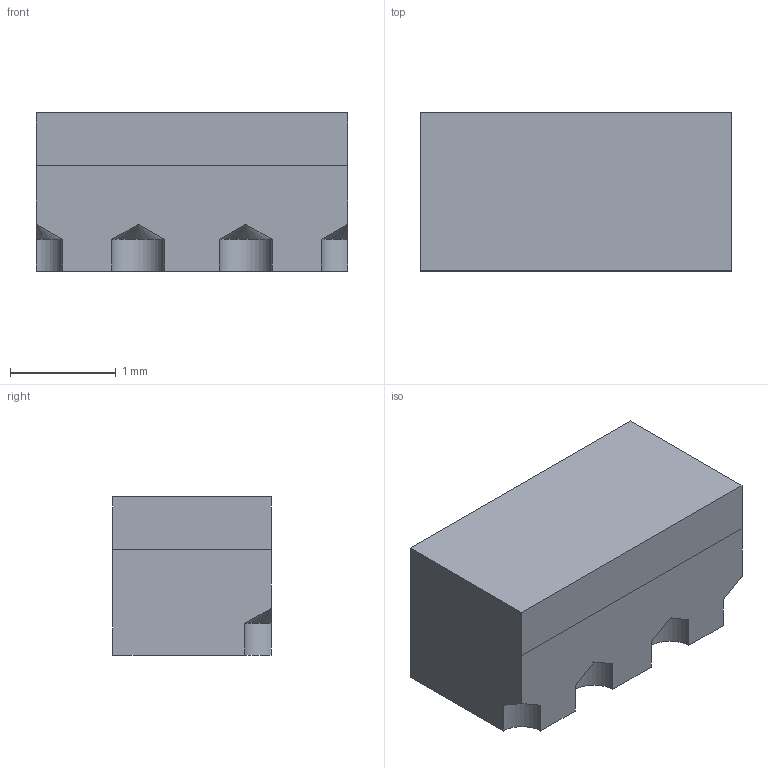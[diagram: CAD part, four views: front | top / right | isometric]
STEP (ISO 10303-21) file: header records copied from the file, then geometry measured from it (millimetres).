
FILE_DESCRIPTION(/* description */ (''),/* implementation_level */ '2;1');
FILE_NAME(/* name */ 'VEML3328SL.step',/* time_stamp */ '2021-07-14T22:24:42+03:00',/* author */ (''),/* organization */ (''),/* preprocessor_version */ 'ST-DEVELOPER v18.1',/* originating_system */ 'Autodesk Translation Framework v10.9.0.1377',/* authorisation */ '');
FILE_SCHEMA (('AUTOMOTIVE_DESIGN { 1 0 10303 214 3 1 1 }'));
Length unit declared in the file: millimetre
Products named in the file (1): (Unsaved)
Bounding box: 2.95 x 1.5 x 1.5 mm (x, y, z)
Volume: 6.6 mm3; surface area: 33 mm2
Topology: 3 solids, 3 shells, 26 faces, 66 edges, 42 vertices
Faces by surface type: plane 18, cylinder 4, cone 4
Entity records: 817 total; most frequent: CARTESIAN_POINT 131, ORIENTED_EDGE 124, DIRECTION 124, EDGE_CURVE 62, LINE 54, VECTOR 54, VERTEX_POINT 42, AXIS2_PLACEMENT_3D 35
